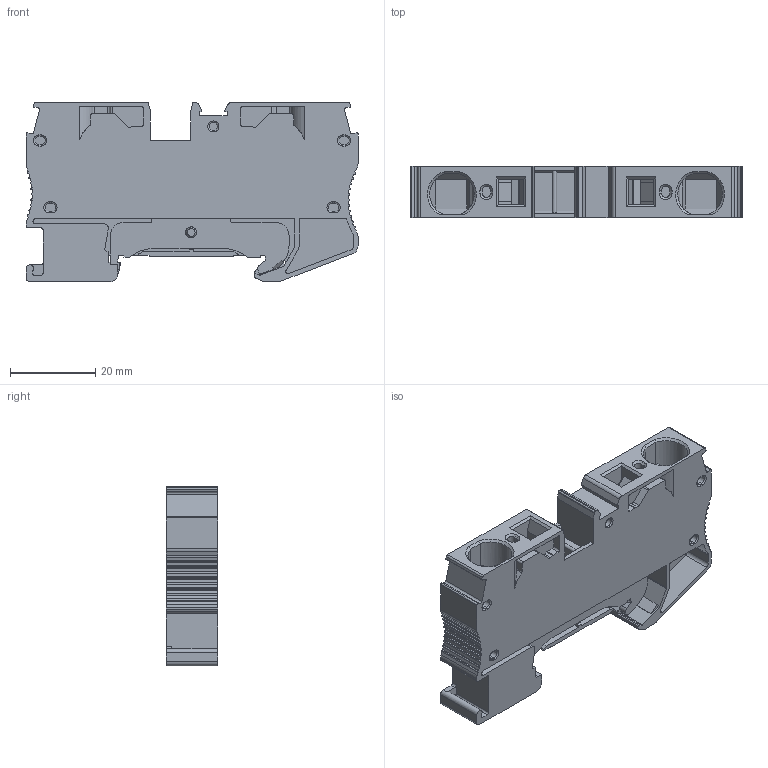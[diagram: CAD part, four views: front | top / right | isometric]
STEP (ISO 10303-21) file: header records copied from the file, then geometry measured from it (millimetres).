
FILE_DESCRIPTION(('STEP AP203'), '1');
FILE_NAME('MTS-16PE_3D', '2024-10-02T09:25:40', ('砐錪賧瘔蠈錪 Windows'), (''), 'C3D Converter', 'C3D Toolkit', '');
FILE_SCHEMA(('CONFIG_CONTROL_DESIGN'));
Length unit declared in the file: millimetre
Bounding box: 78 x 12 x 42.2 mm (x, y, z)
Volume: 25370.5 mm3; surface area: 12983 mm2
Topology: 1 solids, 1 shells, 570 faces, 1588 edges, 1040 vertices
Faces by surface type: plane 342, cylinder 210, cone 9, torus 9
Full cylindrical faces by diameter (mm): 2 x1, 2.4 x1, 2.6 x1
Entity records: 23253 total; most frequent: CARTESIAN_POINT 3800, ORIENTED_EDGE 3166, DIRECTION 3089, EDGE_CURVE 1583, LINE 1095, VECTOR 1095, VERTEX_POINT 1040, AXIS2_PLACEMENT_3D 997
